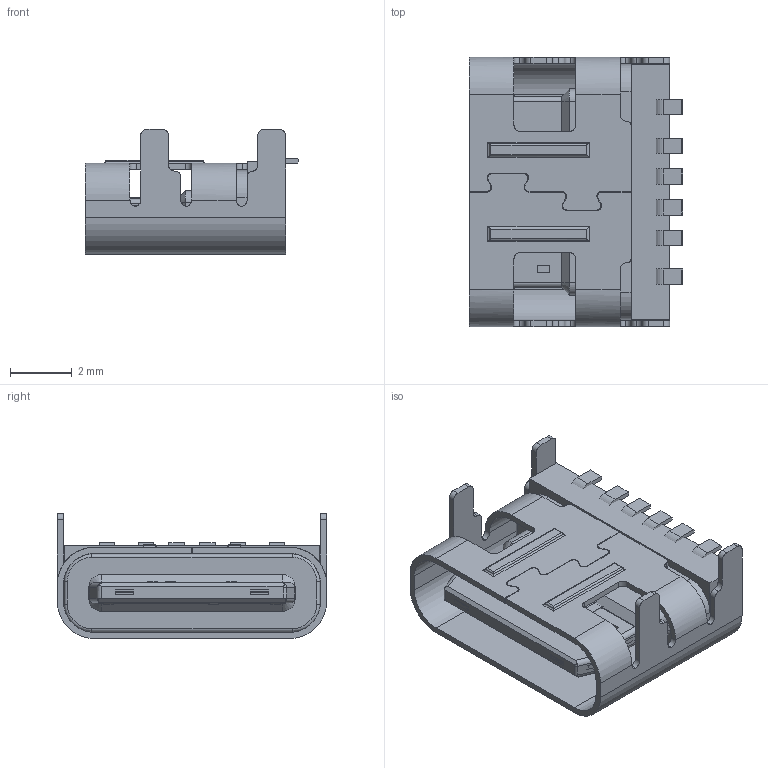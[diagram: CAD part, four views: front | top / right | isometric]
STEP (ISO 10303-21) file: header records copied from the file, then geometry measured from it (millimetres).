
FILE_DESCRIPTION (( 'STEP AP203' ), '1' );
FILE_NAME ('HYS-6PIN板上6.5成品图2.0版本无卷边.STEP', '2024-07-30T07:29:38', ( '' ), ( '' ), 'SwSTEP 2.0', 'SolidWorks 2021', '' );
FILE_SCHEMA (( 'CONFIG_CONTROL_DESIGN' ));
Length unit declared in the file: millimetre
Products named in the file (1): HYS-6PIN板上6.5成品图2.0版本无卷边
Bounding box: 6.92 x 8.74 x 4.06 mm (x, y, z)
Volume: 90.9 mm3; surface area: 479.1 mm2
Topology: 9 solids, 9 shells, 540 faces, 1489 edges, 968 vertices
Faces by surface type: plane 299, cylinder 219, sphere 9, torus 8, cone 4, bspline 1
Entity records: 17792 total; most frequent: CARTESIAN_POINT 4089, ORIENTED_EDGE 2974, DIRECTION 2655, EDGE_CURVE 1487, LINE 1035, VECTOR 1035, VERTEX_POINT 968, AXIS2_PLACEMENT_3D 810
